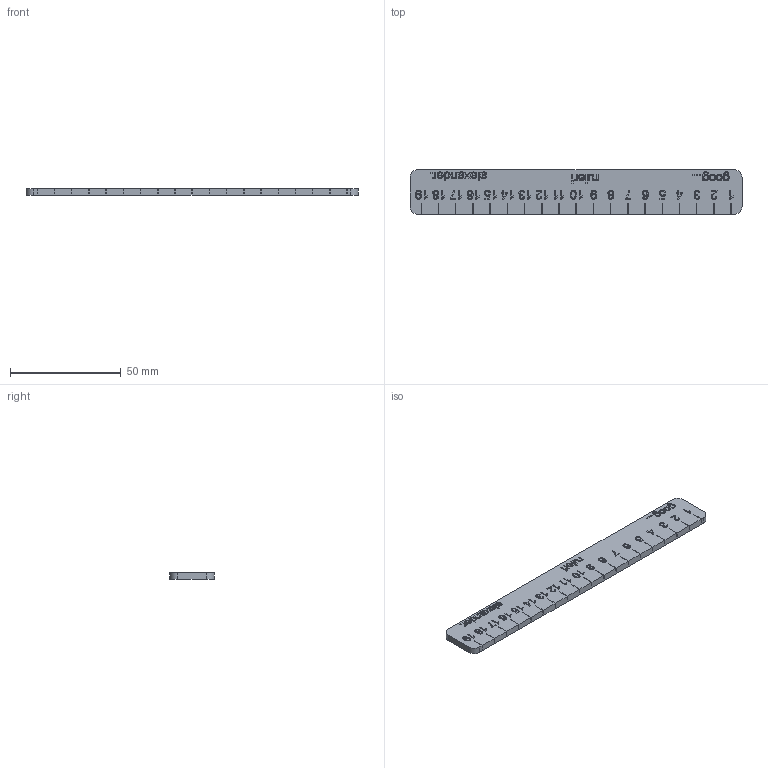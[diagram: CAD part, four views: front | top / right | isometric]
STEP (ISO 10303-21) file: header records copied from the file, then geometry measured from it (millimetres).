
FILE_DESCRIPTION(/* description */ (''),/* implementation_level */ '2;1');
FILE_NAME(/* name */ 'cooleyruler.step',/* time_stamp */ '2025-12-18T20:20:52-05:00',/* author */ (''),/* organization */ (''),/* preprocessor_version */ 'ST-DEVELOPER v20.1',/* originating_system */ 'Autodesk Translation Framework v14.21.0.0',/* authorisation */ '');
FILE_SCHEMA (('AUTOMOTIVE_DESIGN { 1 0 10303 214 3 1 1 }'));
Length unit declared in the file: millimetre
Products named in the file (1): 2025-12-18-19-00-03-615
Bounding box: 150 x 20 x 3 mm (x, y, z)
Volume: 8762.9 mm3; surface area: 8115.1 mm2
Topology: 1 solids, 1 shells, 1041 faces, 2895 edges, 1930 vertices
Faces by surface type: bspline 640, plane 397, cylinder 4
Entity records: 39050 total; most frequent: CARTESIAN_POINT 16747, ORIENTED_EDGE 5790, EDGE_CURVE 2895, DIRECTION 2427, VERTEX_POINT 1930, LINE 1607, VECTOR 1607, B_SPLINE_CURVE_WITH_KNOTS 1280
